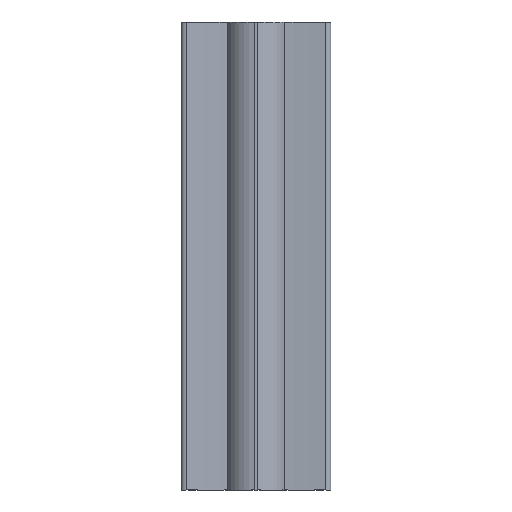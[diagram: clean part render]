
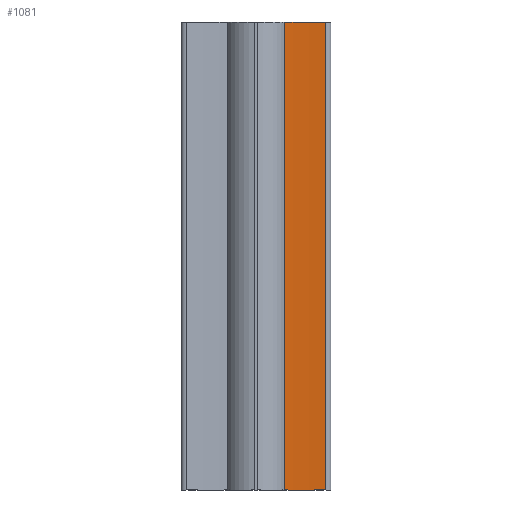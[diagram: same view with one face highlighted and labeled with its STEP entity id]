
A CAD part, front view. The second image highlights one B-rep face of the part: STEP entity #1081.
In plain terms, the highlighted cylindrical face has radius 110 mm (diameter 220 mm), a partial arc.
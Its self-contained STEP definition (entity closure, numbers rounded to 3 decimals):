
#271=CARTESIAN_POINT('',(14.865,1.566,-115.));
#272=VERTEX_POINT('',#271);
#280=CARTESIAN_POINT('',(4.416,2.486,-115.));
#281=VERTEX_POINT('',#280);
#282=CARTESIAN_POINT('',(0.,-107.425,-115.0));
#283=DIRECTION('',(0.0,0.0,-1.0));
#284=DIRECTION('',(0.135,0.991,0.0));
#285=AXIS2_PLACEMENT_3D('',#282,#283,#284);
#286=CIRCLE('',#285,110.);
#287=EDGE_CURVE('',#281,#272,#286,.T.);
#1037=CARTESIAN_POINT('',(14.865,1.566,-15.));
#1038=VERTEX_POINT('',#1037);
#1046=CARTESIAN_POINT('',(14.865,1.566,-15.));
#1047=DIRECTION('',(0.0,0.0,-1.0));
#1048=VECTOR('',#1047,100.);
#1049=LINE('',#1046,#1048);
#1050=EDGE_CURVE('',#1038,#272,#1049,.T.);
#1057=CARTESIAN_POINT('',(0.,-107.425,-65.0));
#1058=DIRECTION('',(0.0,0.0,1.0));
#1059=DIRECTION('',(0.135,0.991,0.0));
#1060=AXIS2_PLACEMENT_3D('',#1057,#1058,#1059);
#1061=CYLINDRICAL_SURFACE('',#1060,110.);
#1062=CARTESIAN_POINT('',(4.416,2.486,-15.));
#1063=VERTEX_POINT('',#1062);
#1064=CARTESIAN_POINT('',(0.,-107.425,-15.0));
#1065=DIRECTION('',(0.0,0.0,1.0));
#1066=DIRECTION('',(0.135,0.991,0.0));
#1067=AXIS2_PLACEMENT_3D('',#1064,#1065,#1066);
#1068=CIRCLE('',#1067,110.);
#1069=EDGE_CURVE('',#1038,#1063,#1068,.T.);
#1070=ORIENTED_EDGE('',*,*,#1069,.T.);
#1071=CARTESIAN_POINT('',(4.416,2.486,-15.));
#1072=DIRECTION('',(0.0,0.0,-1.0));
#1073=VECTOR('',#1072,100.);
#1074=LINE('',#1071,#1073);
#1075=EDGE_CURVE('',#1063,#281,#1074,.T.);
#1076=ORIENTED_EDGE('',*,*,#1075,.T.);
#1077=ORIENTED_EDGE('',*,*,#287,.T.);
#1078=ORIENTED_EDGE('',*,*,#1050,.F.);
#1079=EDGE_LOOP('',(#1070,#1076,#1077,#1078));
#1080=FACE_OUTER_BOUND('',#1079,.T.);
#1081=ADVANCED_FACE('',(#1080),#1061,.F.);
